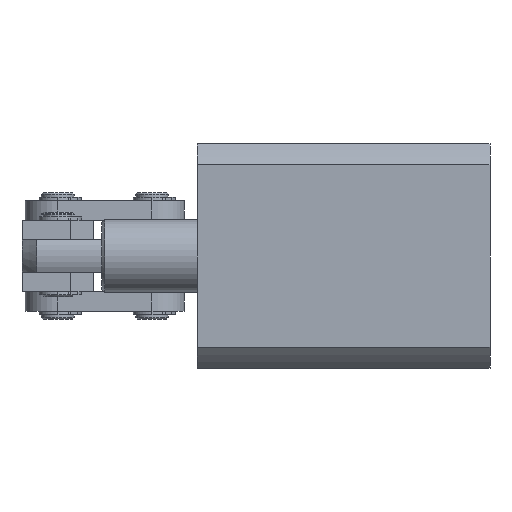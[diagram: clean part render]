
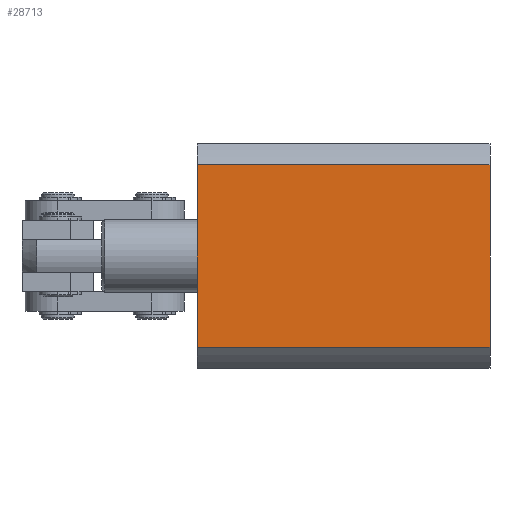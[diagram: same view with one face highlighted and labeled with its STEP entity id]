
A CAD part, left-side view. The second image highlights one B-rep face of the part: STEP entity #28713.
In plain terms, the highlighted planar face has unit normal (-1, 0, 0).
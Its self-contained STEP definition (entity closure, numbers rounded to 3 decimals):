
#77 = EDGE_CURVE ( 'NONE', #10147, #9683, #8478, .T. ) ;
#2630 = EDGE_CURVE ( 'NONE', #3810, #10147, #22237, .T. ) ;
#2890 = CARTESIAN_POINT ( 'NONE',  ( -34.485, 0., 28.125 ) ) ;
#3406 = ORIENTED_EDGE ( 'NONE', *, *, #35911, .T. ) ;
#3810 = VERTEX_POINT ( 'NONE', #3997 ) ;
#3888 = ORIENTED_EDGE ( 'NONE', *, *, #2630, .T. ) ;
#3997 = CARTESIAN_POINT ( 'NONE',  ( -34.485, 90., 28.125 ) ) ;
#6149 = DIRECTION ( 'NONE',  ( 0., 1., 0. ) ) ;
#6155 = DIRECTION ( 'NONE',  ( 0., 0., 1. ) ) ;
#6463 = CARTESIAN_POINT ( 'NONE',  ( -34.485, 90., -28.125 ) ) ;
#6704 = EDGE_LOOP ( 'NONE', ( #37010, #3888, #41562, #3406 ) ) ;
#7307 = VECTOR ( 'NONE', #6149, 1000. ) ;
#7611 = DIRECTION ( 'NONE',  ( -1., 0., 0. ) ) ;
#7990 = VECTOR ( 'NONE', #19312, 1000. ) ;
#8478 = LINE ( 'NONE', #19035, #7990 ) ;
#9683 = VERTEX_POINT ( 'NONE', #41742 ) ;
#10147 = VERTEX_POINT ( 'NONE', #6463 ) ;
#11746 = CARTESIAN_POINT ( 'NONE',  ( -34.485, 0., -28.125 ) ) ;
#12198 = FACE_OUTER_BOUND ( 'NONE', #6704, .T. ) ;
#12648 = CARTESIAN_POINT ( 'NONE',  ( -34.485, 0., 28.125 ) ) ;
#13446 = VERTEX_POINT ( 'NONE', #12648 ) ;
#19035 = CARTESIAN_POINT ( 'NONE',  ( -34.485, 0., -28.125 ) ) ;
#19312 = DIRECTION ( 'NONE',  ( 0., -1., 0. ) ) ;
#21783 = VECTOR ( 'NONE', #28554, 1000. ) ;
#22237 = LINE ( 'NONE', #31860, #21783 ) ;
#26287 = LINE ( 'NONE', #2890, #7307 ) ;
#27299 = CARTESIAN_POINT ( 'NONE',  ( -34.485, 0., -28.125 ) ) ;
#28169 = AXIS2_PLACEMENT_3D ( 'NONE', #27299, #7611, #30629 ) ;
#28554 = DIRECTION ( 'NONE',  ( 0., 0., -1. ) ) ;
#28713 = ADVANCED_FACE ( 'NONE', ( #12198 ), #36415, .T. ) ;
#29345 = LINE ( 'NONE', #11746, #37092 ) ;
#30629 = DIRECTION ( 'NONE',  ( 0., 0., 1. ) ) ;
#31860 = CARTESIAN_POINT ( 'NONE',  ( -34.485, 90., -28.125 ) ) ;
#33719 = EDGE_CURVE ( 'NONE', #13446, #3810, #26287, .T. ) ;
#35911 = EDGE_CURVE ( 'NONE', #9683, #13446, #29345, .T. ) ;
#36415 = PLANE ( 'NONE',  #28169 ) ;
#37010 = ORIENTED_EDGE ( 'NONE', *, *, #33719, .T. ) ;
#37092 = VECTOR ( 'NONE', #6155, 1000. ) ;
#41562 = ORIENTED_EDGE ( 'NONE', *, *, #77, .T. ) ;
#41742 = CARTESIAN_POINT ( 'NONE',  ( -34.485, 0., -28.125 ) ) ;
